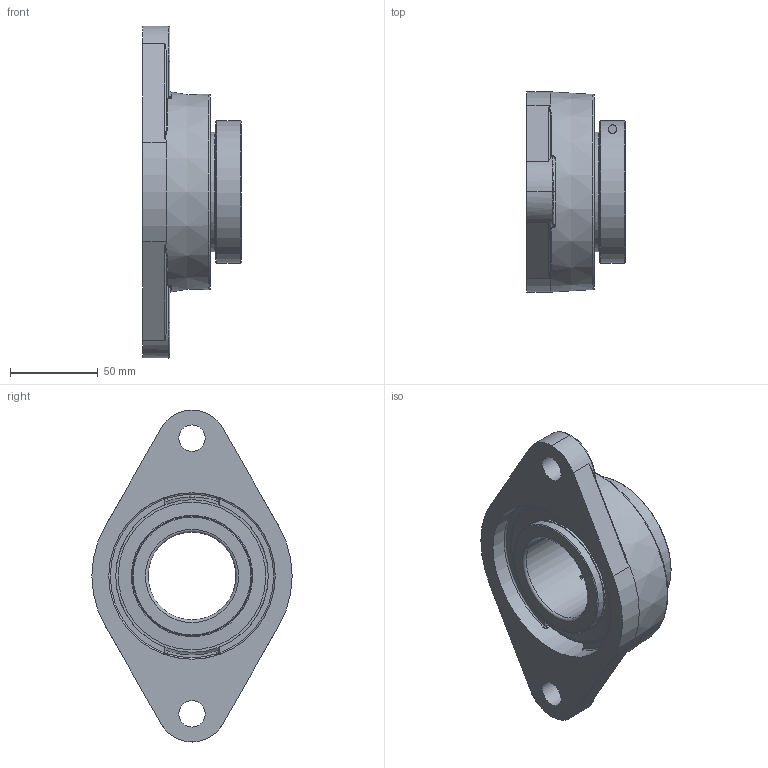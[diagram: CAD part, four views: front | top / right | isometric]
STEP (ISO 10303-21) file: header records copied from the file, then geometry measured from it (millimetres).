
FILE_DESCRIPTION(('HOOPS Exchange Step'),'2;1');
FILE_NAME('export-6D05F8B3-52E0-4CD7-B279-41DADF8238B5.stp','2020-05-28T12:19:06-07:00',('dkerr'),('Alibre'),'HOOPS Exchange 2020.0','Alibre','Unknown authorisation');
FILE_SCHEMA( ('AP242_MANAGED_MODEL_BASED_3D_ENGINEERING_MIM_LF {1 0 10303 442 1 1 4 }') );
Length unit declared in the file: inch
Products named in the file (8): MRN SFTM L4L 210; MRN SUE 210 L4L (50mm) (Race); MRN SUE 210 L4L (Ball); MRN SUE 210 L4L (Shield); MRN SUE 210 L4L (Lock Ring); MRN SUE 210 L4L (Bolt); MRN SUE 210 L4L (50mm); MRN SUESFTM 210 L4L (50mm)
Assembly tree (8 placements, depth 3):
  MRN SUESFTM 210 L4L (50mm)
    MRN SFTM L4L 210
    MRN SUE 210 L4L (50mm)
      MRN SUE 210 L4L (50mm) (Race)
      MRN SUE 210 L4L (Ball)
      MRN SUE 210 L4L (Shield)  x2
      MRN SUE 210 L4L (Lock Ring)
      MRN SUE 210 L4L (Bolt)
Bounding box: 56.1 x 114 x 189 mm (x, y, z)
Volume: 319576.7 mm3; surface area: 107344.1 mm2
Topology: 17 solids, 17 shells, 235 faces, 649 edges, 427 vertices
Faces by surface type: plane 75, cylinder 63, torus 33, cone 31, sphere 17, bspline 16
Full cylindrical faces by diameter (mm): 4.917 x2, 6.4 x1, 10 x1, 15 x2, 50 x1, 68 x4, 69.016 x2, 80 x2, 84 x2, 92.741 x1, 94.741 x1, 100.1 x1
Entity records: 16611 total; most frequent: CARTESIAN_POINT 10699, DIRECTION 1209, ORIENTED_EDGE 1206, EDGE_CURVE 603, AXIS2_PLACEMENT_3D 504, VERTEX_POINT 413, CIRCLE 268, EDGE_LOOP 250
